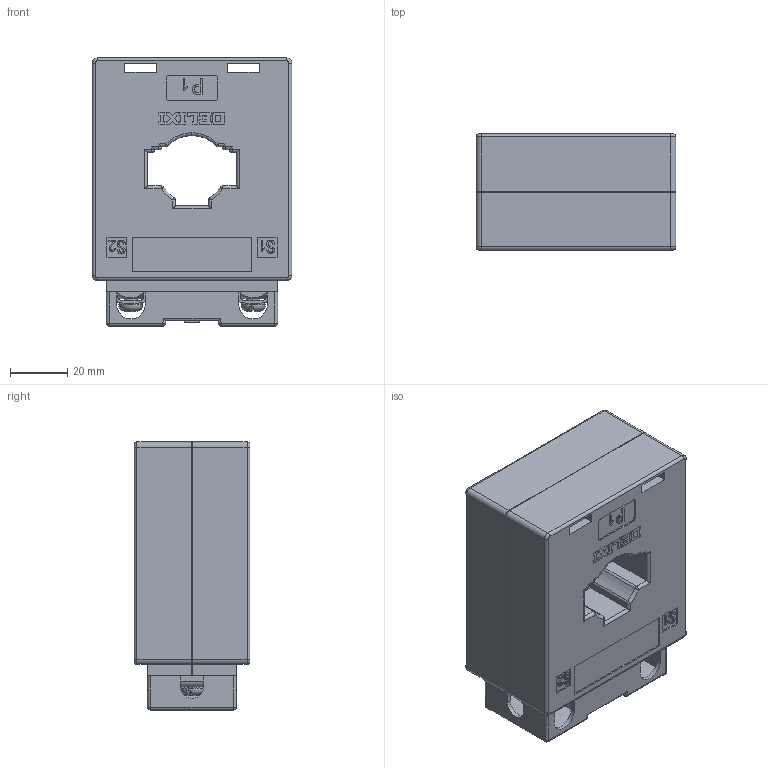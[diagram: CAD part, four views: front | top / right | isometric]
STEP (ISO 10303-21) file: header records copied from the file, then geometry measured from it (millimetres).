
FILE_DESCRIPTION (( 'STEP AP203' ), '1' );
FILE_NAME ('LMK-0.66 75、100 1匝 0.5级 30型.STEP', '2025-04-14T12:14:51', ( '微软用户' ), ( '微软中国' ), 'SwSTEP 2.0', 'SolidWorks 2019', '' );
FILE_SCHEMA (( 'CONFIG_CONTROL_DESIGN' ));
Length unit declared in the file: millimetre
Products named in the file (8): LMK-0.66 75﹜100 1婧 0.5撰 30倰; 諉盄啣; 湮30P2-6; 裔陔; 肣И璃5x10臏; 諉盄蹟佪3; 肣И璃5x10陔; 湮30P1-6
Assembly tree (9 placements, depth 2):
  LMK-0.66 75﹜100 1婧 0.5撰 30倰
    湮30P1-6
    湮30P2-6
    裔陔
    諉盄蹟佪3  x2
    諉盄啣  x2
    肣И璃5x10臏
    肣И璃5x10陔
Bounding box: 70 x 40.6 x 94 mm (x, y, z)
Volume: 57125.8 mm3; surface area: 66332.4 mm2
Topology: 9 solids, 9 shells, 1226 faces, 3319 edges, 2130 vertices
Faces by surface type: plane 858, cylinder 199, bspline 85, sphere 36, torus 32, cone 16
Entity records: 42445 total; most frequent: CARTESIAN_POINT 12635, ORIENTED_EDGE 6278, DIRECTION 5509, EDGE_CURVE 3139, VECTOR 2507, LINE 2507, VERTEX_POINT 2039, AXIS2_PLACEMENT_3D 1501
